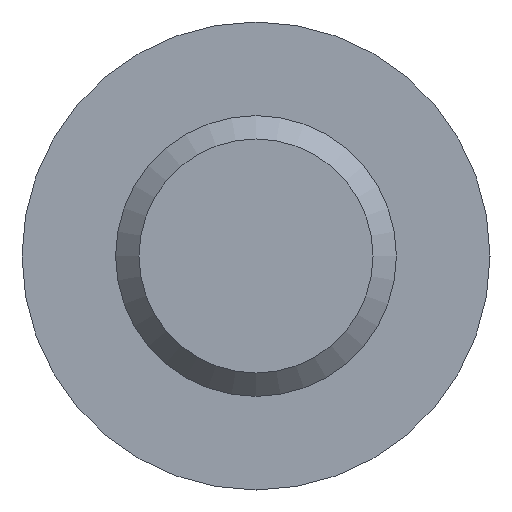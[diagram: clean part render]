
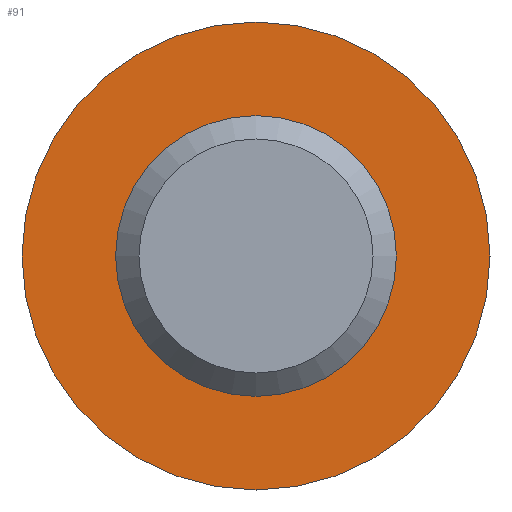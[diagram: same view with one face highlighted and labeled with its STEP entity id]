
A CAD part, front view. The second image highlights one B-rep face of the part: STEP entity #91.
In plain terms, the highlighted planar face has unit normal (0, -1, 0).
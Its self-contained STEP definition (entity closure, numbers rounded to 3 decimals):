
#10 = CARTESIAN_POINT ( 'NONE',  ( 0., 60., 0. ) ) ;
#21 = CARTESIAN_POINT ( 'NONE',  ( 0., 60., -5. ) ) ;
#23 = CARTESIAN_POINT ( 'NONE',  ( 0., 60., -3. ) ) ;
#29 = VERTEX_POINT ( 'NONE', #23 ) ;
#31 = EDGE_CURVE ( 'NONE', #366, #366, #538, .T. ) ;
#41 = PLANE ( 'NONE',  #304 ) ;
#55 = EDGE_LOOP ( 'NONE', ( #515 ) ) ;
#81 = DIRECTION ( 'NONE',  ( 0., 1., 0. ) ) ;
#91 = ADVANCED_FACE ( 'NONE', ( #331, #504 ), #41, .F. ) ;
#109 = DIRECTION ( 'NONE',  ( 0., -1., 0. ) ) ;
#126 = CARTESIAN_POINT ( 'NONE',  ( -3., 60., 0. ) ) ;
#157 = AXIS2_PLACEMENT_3D ( 'NONE', #10, #522, #478 ) ;
#261 = EDGE_CURVE ( 'NONE', #29, #29, #466, .T. ) ;
#296 = DIRECTION ( 'NONE',  ( 0., 0., 1. ) ) ;
#304 = AXIS2_PLACEMENT_3D ( 'NONE', #126, #81, #296 ) ;
#331 = FACE_BOUND ( 'NONE', #55, .T. ) ;
#344 = AXIS2_PLACEMENT_3D ( 'NONE', #486, #109, #442 ) ;
#353 = EDGE_LOOP ( 'NONE', ( #433 ) ) ;
#366 = VERTEX_POINT ( 'NONE', #21 ) ;
#433 = ORIENTED_EDGE ( 'NONE', *, *, #31, .T. ) ;
#442 = DIRECTION ( 'NONE',  ( 0., 0., -1. ) ) ;
#466 = CIRCLE ( 'NONE', #344, 3. ) ;
#478 = DIRECTION ( 'NONE',  ( 0., 0., -1. ) ) ;
#486 = CARTESIAN_POINT ( 'NONE',  ( 0., 60., 0. ) ) ;
#504 = FACE_OUTER_BOUND ( 'NONE', #353, .T. ) ;
#515 = ORIENTED_EDGE ( 'NONE', *, *, #261, .F. ) ;
#522 = DIRECTION ( 'NONE',  ( 0., -1., 0. ) ) ;
#538 = CIRCLE ( 'NONE', #157, 5. ) ;
